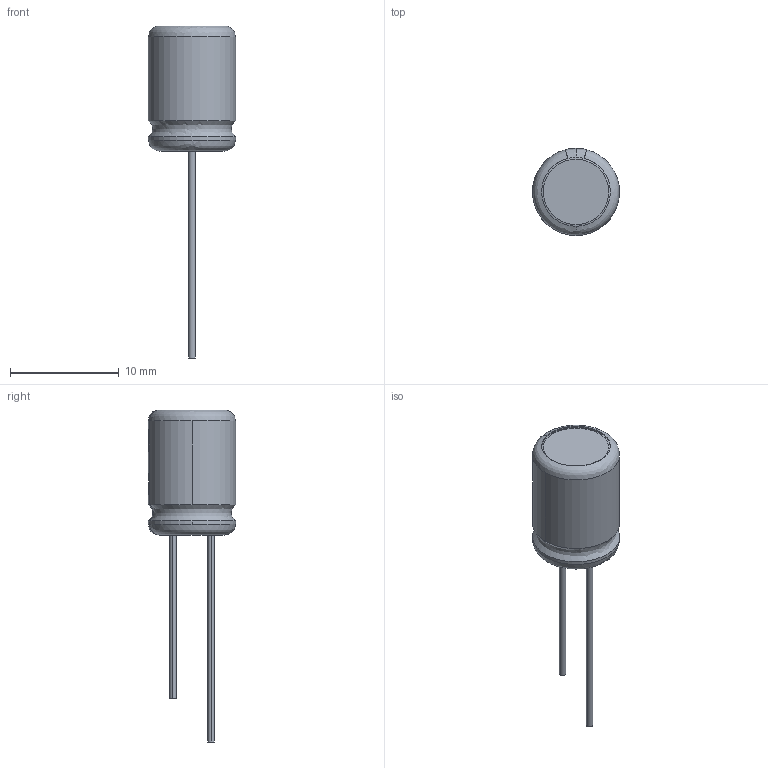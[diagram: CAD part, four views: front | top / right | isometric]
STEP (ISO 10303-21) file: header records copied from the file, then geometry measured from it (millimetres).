
FILE_DESCRIPTION (( 'STEP AP214' ), '1' );
FILE_NAME ('User Library-CAP 8X11.5.STEP', '2011-07-05T08:15:01', ( 'sysAdmin' ), ( 'SolidWorks' ), 'SwSTEP 2.0', 'SolidWorks 2011', '' );
FILE_SCHEMA (( 'AUTOMOTIVE_DESIGN' ));
Length unit declared in the file: millimetre
Products named in the file (11): User Library-CAP 8X11.5_10_1; User Library-CAP 8X11.5_9_1; User Library-CAP 8X11.5_8_1; User Library-CAP 8X11.5_7_1; User Library-CAP 8X11.5_6_1; User Library-CAP 8X11.5_5_1; User Library-CAP 8X11.5_4_1; User Library-CAP 8X11.5_2_1; User Library-CAP 8X11.5_1_1; User Library-CAP 8X11.5; User Library-CAP 8X11.5_3_1
Assembly tree (10 placements, depth 2):
  User Library-CAP 8X11.5
    User Library-CAP 8X11.5_1_1
    User Library-CAP 8X11.5_5_1
    User Library-CAP 8X11.5_10_1
    User Library-CAP 8X11.5_4_1
    User Library-CAP 8X11.5_7_1
    User Library-CAP 8X11.5_6_1
    User Library-CAP 8X11.5_3_1
    User Library-CAP 8X11.5_8_1
    User Library-CAP 8X11.5_2_1
    User Library-CAP 8X11.5_9_1
Bounding box: 8 x 8 x 30.49 mm (x, y, z)
Volume: 563.6 mm3; surface area: 1135.3 mm2
Topology: 10 solids, 10 shells, 118 faces, 295 edges, 197 vertices
Faces by surface type: cylinder 66, plane 28, bspline 24
Entity records: 6093 total; most frequent: CARTESIAN_POINT 1640, ORIENTED_EDGE 590, DIRECTION 536, EDGE_CURVE 295, AXIS2_PLACEMENT_3D 209, VERTEX_POINT 197, UNCERTAINTY_MEASURE_WITH_UNIT 149, PRESENTATION_LAYER_ASSIGNMENT 138
